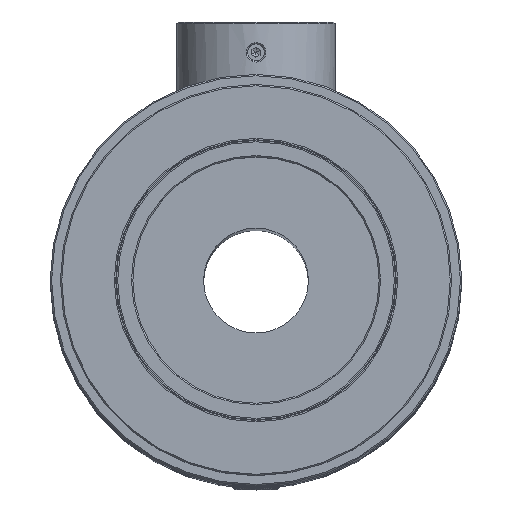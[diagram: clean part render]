
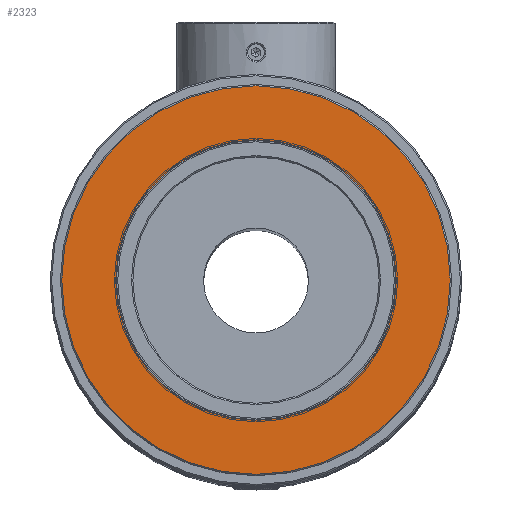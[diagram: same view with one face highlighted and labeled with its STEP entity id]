
A CAD part, top view. The second image highlights one B-rep face of the part: STEP entity #2323.
In plain terms, the highlighted planar face has unit normal (0, 0, 1).
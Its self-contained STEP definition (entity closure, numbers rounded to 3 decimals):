
#1709=FACE_BOUND('',#4345,.T.);
#1710=FACE_BOUND('',#4346,.T.);
#2323=ADVANCED_FACE('',(#1709,#1710),#2988,.T.);
#2988=PLANE('',#16221);
#4345=EDGE_LOOP('',(#7444));
#4346=EDGE_LOOP('',(#7445));
#5301=CIRCLE('',#16219,20.7);
#5302=CIRCLE('',#16220,28.8);
#7444=ORIENTED_EDGE('',*,*,#12303,.T.);
#7445=ORIENTED_EDGE('',*,*,#12304,.T.);
#10482=VERTEX_POINT('',#29537);
#10483=VERTEX_POINT('',#29539);
#12303=EDGE_CURVE('',#10482,#10482,#5301,.T.);
#12304=EDGE_CURVE('',#10483,#10483,#5302,.T.);
#16219=AXIS2_PLACEMENT_3D('',#29536,#18442,#18443);
#16220=AXIS2_PLACEMENT_3D('',#29538,#18444,#18445);
#16221=AXIS2_PLACEMENT_3D('',#29540,#18446,#18447);
#18442=DIRECTION('',(0.,0.,-1.));
#18443=DIRECTION('',(1.,0.,0.));
#18444=DIRECTION('',(0.,0.,1.));
#18445=DIRECTION('',(1.,0.,0.));
#18446=DIRECTION('',(0.,0.,1.));
#18447=DIRECTION('',(-1.,0.,0.));
#29536=CARTESIAN_POINT('',(0.,0.,241.61));
#29537=CARTESIAN_POINT('',(20.7,0.,241.61));
#29538=CARTESIAN_POINT('',(0.,0.,241.61));
#29539=CARTESIAN_POINT('',(28.8,0.,241.61));
#29540=CARTESIAN_POINT('',(0.,29.,241.61));
